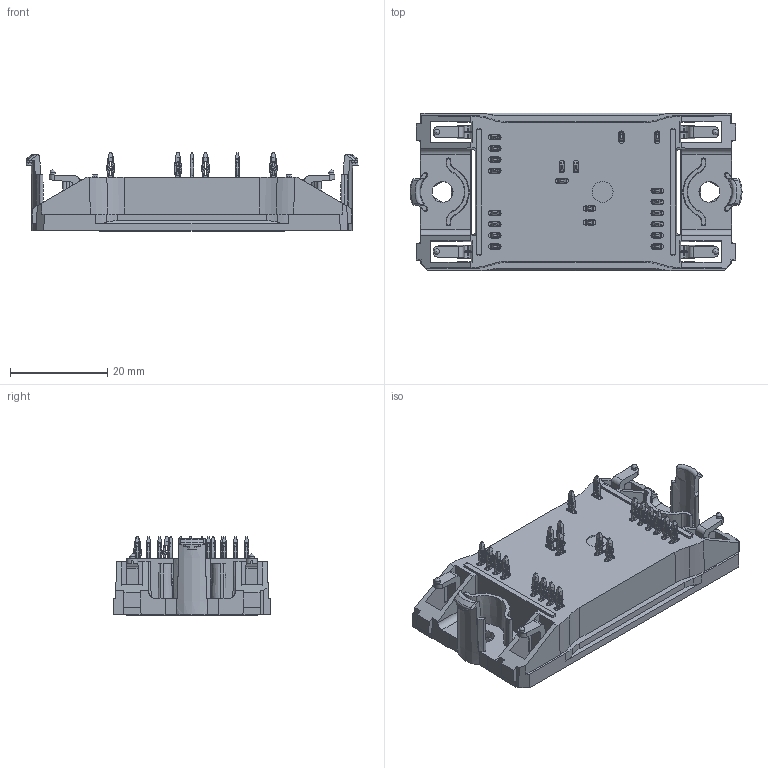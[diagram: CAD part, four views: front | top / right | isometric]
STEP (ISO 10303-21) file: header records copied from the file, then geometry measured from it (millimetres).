
FILE_DESCRIPTION(/* description */ ('Unknown'),/* implementation_level */ '2;1');
FILE_NAME(/* name */ 'Flow0-2C12Y-M810(210)-02-OL',/* time_stamp */ '2015-12-11T11:16:36+01:00',/* author */ ('Unknown'),/* organization */ ('Unknown'),/* preprocessor_version */ 'ST-DEVELOPER v16',/* originating_system */ 'DEX',/* authorisation */ $);
FILE_SCHEMA (('AUTOMOTIVE_DESIGN {1 0 10303 214 3 1 1}'));
Length unit declared in the file: millimetre
Products named in the file (1): Flow0-2C12Y-M810(210)-02-OL
Bounding box: 68.4 x 32.5 x 16.23 mm (x, y, z)
Volume: 16776.2 mm3; surface area: 9237.2 mm2
Topology: 1 solids, 22 shells, 1750 faces, 4606 edges, 2852 vertices
Faces by surface type: plane 800, cylinder 568, torus 172, bspline 172, cone 34, sphere 4
Full cylindrical faces by diameter (mm): 0.5 x21, 1.1 x4, 4.3 x1
Entity records: 74052 total; most frequent: CARTESIAN_POINT 20499, ORIENTED_EDGE 8960, DIRECTION 8024, EDGE_CURVE 4480, VERTEX_POINT 2844, AXIS2_PLACEMENT_3D 2837, LINE 2350, VECTOR 2350
